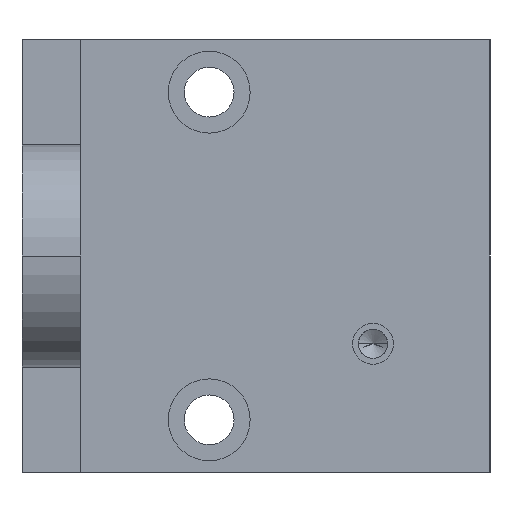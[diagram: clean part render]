
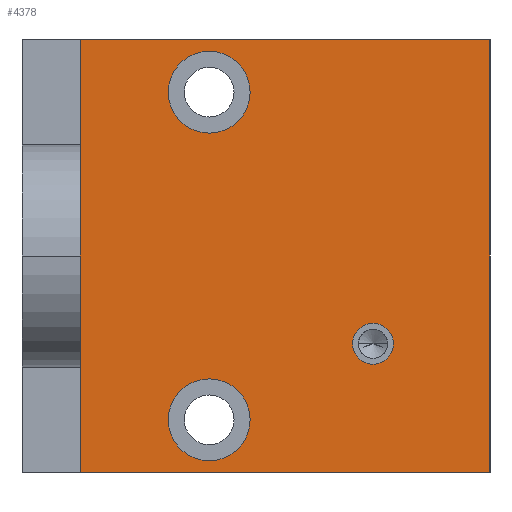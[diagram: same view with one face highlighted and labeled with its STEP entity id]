
A CAD part, left-side view. The second image highlights one B-rep face of the part: STEP entity #4378.
In plain terms, the highlighted planar face has unit normal (-1, 0, 0).
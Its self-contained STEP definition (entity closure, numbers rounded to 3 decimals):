
#1003=DIRECTION('',(0.,0.,1.));
#1004=VECTOR('',#1003,74.);
#1005=CARTESIAN_POINT('',(-111.,-80.,-37.));
#1006=LINE('',#1005,#1004);
#1099=CARTESIAN_POINT('',(-111.,-32.,28.));
#1100=DIRECTION('',(-1.,0.,0.));
#1101=DIRECTION('',(0.,1.,0.));
#1102=AXIS2_PLACEMENT_3D('',#1099,#1100,#1101);
#1104=CARTESIAN_POINT('',(-111.,-32.,28.));
#1105=DIRECTION('',(-1.,0.,0.));
#1106=DIRECTION('',(0.,-1.,0.));
#1107=AXIS2_PLACEMENT_3D('',#1104,#1105,#1106);
#1109=CARTESIAN_POINT('',(-111.,-32.,-28.));
#1110=DIRECTION('',(-1.,0.,0.));
#1111=DIRECTION('',(0.,1.,0.));
#1112=AXIS2_PLACEMENT_3D('',#1109,#1110,#1111);
#1114=CARTESIAN_POINT('',(-111.,-32.,-28.));
#1115=DIRECTION('',(-1.,0.,0.));
#1116=DIRECTION('',(0.,-1.,0.));
#1117=AXIS2_PLACEMENT_3D('',#1114,#1115,#1116);
#1119=DIRECTION('',(0.,0.,1.));
#1120=VECTOR('',#1119,74.);
#1121=CARTESIAN_POINT('',(-111.,-10.,-37.));
#1122=LINE('',#1121,#1120);
#1123=DIRECTION('',(0.,-1.,0.));
#1124=VECTOR('',#1123,70.);
#1125=CARTESIAN_POINT('',(-111.,-10.,-37.));
#1126=LINE('',#1125,#1124);
#1127=CARTESIAN_POINT('',(-111.,-60.,-15.));
#1128=DIRECTION('',(-1.,0.,0.));
#1129=DIRECTION('',(0.,1.,0.));
#1130=AXIS2_PLACEMENT_3D('',#1127,#1128,#1129);
#1132=CARTESIAN_POINT('',(-111.,-60.,-15.));
#1133=DIRECTION('',(-1.,0.,0.));
#1134=DIRECTION('',(0.,-1.,0.));
#1135=AXIS2_PLACEMENT_3D('',#1132,#1133,#1134);
#1301=DIRECTION('',(0.,-1.,0.));
#1302=VECTOR('',#1301,70.);
#1303=CARTESIAN_POINT('',(-111.,-10.,37.));
#1304=LINE('',#1303,#1302);
#2770=CARTESIAN_POINT('',(-111.,-80.,-37.));
#2771=CARTESIAN_POINT('',(-111.,-80.,37.));
#2772=VERTEX_POINT('',#2770);
#2773=VERTEX_POINT('',#2771);
#2846=CARTESIAN_POINT('',(-111.,-25.,28.));
#2847=CARTESIAN_POINT('',(-111.,-39.,28.));
#2848=VERTEX_POINT('',#2846);
#2849=VERTEX_POINT('',#2847);
#2862=CARTESIAN_POINT('',(-111.,-25.,-28.));
#2863=CARTESIAN_POINT('',(-111.,-39.,-28.));
#2864=VERTEX_POINT('',#2862);
#2865=VERTEX_POINT('',#2863);
#2906=CARTESIAN_POINT('',(-111.,-10.,-37.));
#2907=CARTESIAN_POINT('',(-111.,-10.,37.));
#2908=VERTEX_POINT('',#2906);
#2909=VERTEX_POINT('',#2907);
#2992=CARTESIAN_POINT('',(-111.,-56.5,-15.));
#2993=CARTESIAN_POINT('',(-111.,-63.5,-15.));
#2994=VERTEX_POINT('',#2992);
#2995=VERTEX_POINT('',#2993);
#4346=CARTESIAN_POINT('',(-111.,0.,-37.));
#4347=DIRECTION('',(-1.,0.,0.));
#4348=DIRECTION('',(0.,0.,1.));
#4349=AXIS2_PLACEMENT_3D('',#4346,#4347,#4348);
#4350=PLANE('',#4349);
#4352=ORIENTED_EDGE('',*,*,#4351,.T.);
#4354=ORIENTED_EDGE('',*,*,#4353,.T.);
#4355=ORIENTED_EDGE('',*,*,#4288,.F.);
#4357=ORIENTED_EDGE('',*,*,#4356,.F.);
#4358=EDGE_LOOP('',(#4352,#4354,#4355,#4357));
#4359=FACE_OUTER_BOUND('',#4358,.F.);
#4361=ORIENTED_EDGE('',*,*,#4360,.T.);
#4363=ORIENTED_EDGE('',*,*,#4362,.T.);
#4364=EDGE_LOOP('',(#4361,#4363));
#4365=FACE_BOUND('',#4364,.F.);
#4367=ORIENTED_EDGE('',*,*,#4366,.T.);
#4369=ORIENTED_EDGE('',*,*,#4368,.T.);
#4370=EDGE_LOOP('',(#4367,#4369));
#4371=FACE_BOUND('',#4370,.F.);
#4373=ORIENTED_EDGE('',*,*,#4372,.T.);
#4375=ORIENTED_EDGE('',*,*,#4374,.T.);
#4376=EDGE_LOOP('',(#4373,#4375));
#4377=FACE_BOUND('',#4376,.F.);
#4378=ADVANCED_FACE('',(#4359,#4365,#4371,#4377),#4350,.T.);
#1103=CIRCLE('',#1102,7.);
#1108=CIRCLE('',#1107,7.);
#1113=CIRCLE('',#1112,7.);
#1118=CIRCLE('',#1117,7.);
#1131=CIRCLE('',#1130,3.5);
#1136=CIRCLE('',#1135,3.5);
#4288=EDGE_CURVE('',#2772,#2773,#1006,.T.);
#4351=EDGE_CURVE('',#2908,#2909,#1122,.T.);
#4353=EDGE_CURVE('',#2909,#2773,#1304,.T.);
#4356=EDGE_CURVE('',#2908,#2772,#1126,.T.);
#4360=EDGE_CURVE('',#2864,#2865,#1113,.T.);
#4362=EDGE_CURVE('',#2865,#2864,#1118,.T.);
#4366=EDGE_CURVE('',#2848,#2849,#1103,.T.);
#4368=EDGE_CURVE('',#2849,#2848,#1108,.T.);
#4372=EDGE_CURVE('',#2994,#2995,#1131,.T.);
#4374=EDGE_CURVE('',#2995,#2994,#1136,.T.);
